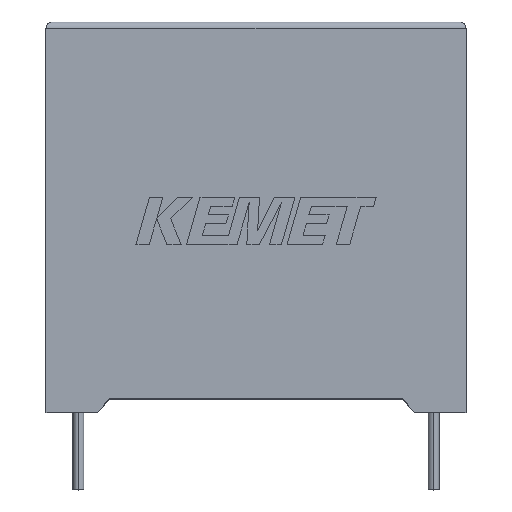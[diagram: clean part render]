
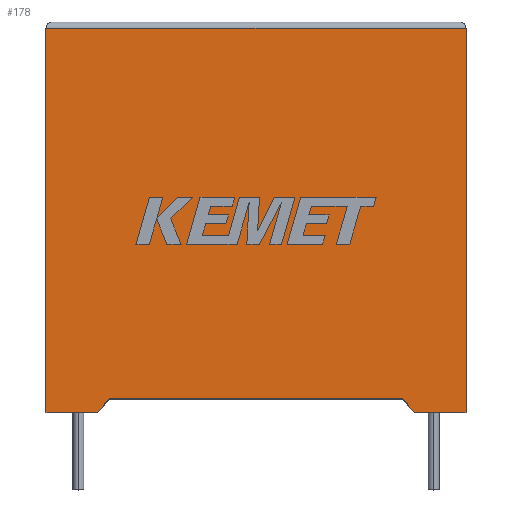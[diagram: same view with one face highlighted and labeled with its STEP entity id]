
A CAD part, top view. The second image highlights one B-rep face of the part: STEP entity #178.
In plain terms, the highlighted planar face has unit normal (0, 0, 1).
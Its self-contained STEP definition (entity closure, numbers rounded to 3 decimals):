
#4 = CARTESIAN_POINT ( 'NONE',  ( 32.5, 0., 16.3 ) ) ;
#23 = CARTESIAN_POINT ( 'NONE',  ( 0., 29.7, 16.3 ) ) ;
#37 = VECTOR ( 'NONE', #750, 1000. ) ;
#100 = LINE ( 'NONE', #1681, #37 ) ;
#114 = ORIENTED_EDGE ( 'NONE', *, *, #1877, .T. ) ;
#124 = EDGE_CURVE ( 'NONE', #1563, #499, #2876, .T. ) ;
#178 = ADVANCED_FACE ( 'NONE', ( #2721 ), #2094, .F. ) ;
#263 = ORIENTED_EDGE ( 'NONE', *, *, #1898, .F. ) ;
#284 = VECTOR ( 'NONE', #1767, 1000. ) ;
#300 = EDGE_CURVE ( 'NONE', #2363, #1198, #2450, .T. ) ;
#364 = ORIENTED_EDGE ( 'NONE', *, *, #1692, .F. ) ;
#369 = EDGE_CURVE ( 'NONE', #2914, #1563, #2447, .T. ) ;
#400 = ORIENTED_EDGE ( 'NONE', *, *, #300, .T. ) ;
#425 = LINE ( 'NONE', #1297, #284 ) ;
#451 = DIRECTION ( 'NONE',  ( 0., 0., -1. ) ) ;
#453 = VERTEX_POINT ( 'NONE', #686 ) ;
#476 = CARTESIAN_POINT ( 'NONE',  ( 0., 0., 16.3 ) ) ;
#499 = VERTEX_POINT ( 'NONE', #23 ) ;
#661 = DIRECTION ( 'NONE',  ( 0.655, -0.756, 0. ) ) ;
#686 = CARTESIAN_POINT ( 'NONE',  ( 0., 0., 16.3 ) ) ;
#750 = DIRECTION ( 'NONE',  ( 0., -1., 0. ) ) ;
#825 = VECTOR ( 'NONE', #3022, 1000. ) ;
#851 = ORIENTED_EDGE ( 'NONE', *, *, #1739, .T. ) ;
#902 = DIRECTION ( 'NONE',  ( 1., 0., 0. ) ) ;
#942 = CARTESIAN_POINT ( 'NONE',  ( 0., 0., 16.3 ) ) ;
#965 = LINE ( 'NONE', #942, #825 ) ;
#1031 = DIRECTION ( 'NONE',  ( -0.655, -0.756, 0. ) ) ;
#1198 = VERTEX_POINT ( 'NONE', #2512 ) ;
#1231 = ORIENTED_EDGE ( 'NONE', *, *, #1234, .T. ) ;
#1234 = EDGE_CURVE ( 'NONE', #1198, #2914, #2134, .T. ) ;
#1297 = CARTESIAN_POINT ( 'NONE',  ( 16.25, 1.041, 16.3 ) ) ;
#1392 = VECTOR ( 'NONE', #661, 1000. ) ;
#1432 = VECTOR ( 'NONE', #2608, 1000. ) ;
#1449 = VERTEX_POINT ( 'NONE', #2955 ) ;
#1563 = VERTEX_POINT ( 'NONE', #3023 ) ;
#1618 = VECTOR ( 'NONE', #2223, 1000. ) ;
#1681 = CARTESIAN_POINT ( 'NONE',  ( 0., 0., 16.3 ) ) ;
#1692 = EDGE_CURVE ( 'NONE', #2363, #1702, #425, .T. ) ;
#1702 = VERTEX_POINT ( 'NONE', #2164 ) ;
#1739 = EDGE_CURVE ( 'NONE', #453, #1449, #965, .T. ) ;
#1767 = DIRECTION ( 'NONE',  ( -1., 0., 0. ) ) ;
#1784 = LINE ( 'NONE', #2647, #1865 ) ;
#1865 = VECTOR ( 'NONE', #1031, 1000. ) ;
#1877 = EDGE_CURVE ( 'NONE', #499, #453, #100, .T. ) ;
#1898 = EDGE_CURVE ( 'NONE', #1702, #1449, #1784, .T. ) ;
#2002 = CARTESIAN_POINT ( 'NONE',  ( 32.5, 0., 16.3 ) ) ;
#2070 = CARTESIAN_POINT ( 'NONE',  ( 27.597, 1.041, 16.3 ) ) ;
#2094 = PLANE ( 'NONE',  #2867 ) ;
#2098 = VECTOR ( 'NONE', #902, 1000. ) ;
#2134 = LINE ( 'NONE', #2497, #2098 ) ;
#2164 = CARTESIAN_POINT ( 'NONE',  ( 4.903, 1.041, 16.3 ) ) ;
#2223 = DIRECTION ( 'NONE',  ( -1., 0., 0. ) ) ;
#2246 = ORIENTED_EDGE ( 'NONE', *, *, #124, .T. ) ;
#2266 = CARTESIAN_POINT ( 'NONE',  ( 28.5, 0., 16.3 ) ) ;
#2320 = DIRECTION ( 'NONE',  ( -1., 0., 0. ) ) ;
#2363 = VERTEX_POINT ( 'NONE', #2070 ) ;
#2447 = LINE ( 'NONE', #4, #1432 ) ;
#2450 = LINE ( 'NONE', #2266, #1392 ) ;
#2480 = CARTESIAN_POINT ( 'NONE',  ( 0., 29.7, 16.3 ) ) ;
#2481 = EDGE_LOOP ( 'NONE', ( #3040, #2246, #114, #851, #263, #364, #400, #1231 ) ) ;
#2497 = CARTESIAN_POINT ( 'NONE',  ( 0., 0., 16.3 ) ) ;
#2512 = CARTESIAN_POINT ( 'NONE',  ( 28.5, 0., 16.3 ) ) ;
#2608 = DIRECTION ( 'NONE',  ( 0., 1., 0. ) ) ;
#2647 = CARTESIAN_POINT ( 'NONE',  ( 4., 0., 16.3 ) ) ;
#2721 = FACE_OUTER_BOUND ( 'NONE', #2481, .T. ) ;
#2867 = AXIS2_PLACEMENT_3D ( 'NONE', #476, #451, #2320 ) ;
#2876 = LINE ( 'NONE', #2480, #1618 ) ;
#2914 = VERTEX_POINT ( 'NONE', #2002 ) ;
#2955 = CARTESIAN_POINT ( 'NONE',  ( 4., 0., 16.3 ) ) ;
#3022 = DIRECTION ( 'NONE',  ( 1., 0., 0. ) ) ;
#3023 = CARTESIAN_POINT ( 'NONE',  ( 32.5, 29.7, 16.3 ) ) ;
#3040 = ORIENTED_EDGE ( 'NONE', *, *, #369, .T. ) ;
